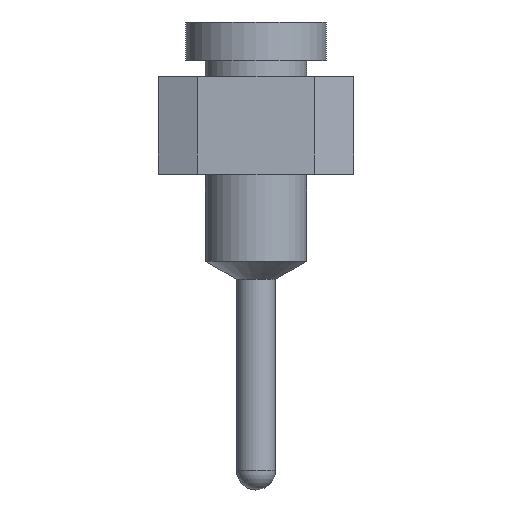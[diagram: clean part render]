
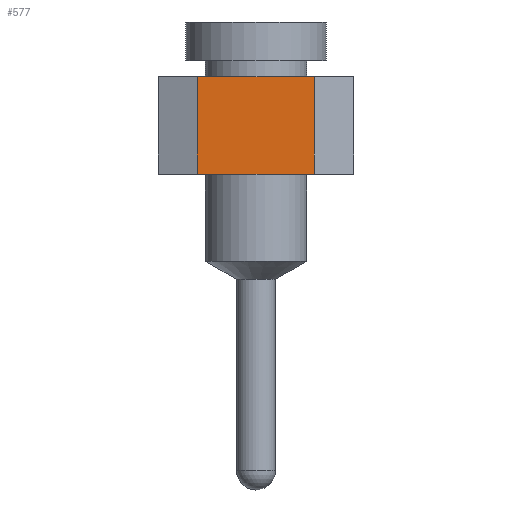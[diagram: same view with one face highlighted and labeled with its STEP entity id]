
A CAD part, left-side view. The second image highlights one B-rep face of the part: STEP entity #577.
In plain terms, the highlighted planar face has unit normal (-1, 0, 0).
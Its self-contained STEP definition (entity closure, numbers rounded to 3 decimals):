
#577 = ADVANCED_FACE('',(#578),#612,.F.);
#578 = FACE_BOUND('',#579,.T.);
#579 = EDGE_LOOP('',(#580,#590,#598,#606));
#580 = ORIENTED_EDGE('',*,*,#581,.T.);
#581 = EDGE_CURVE('',#582,#584,#586,.T.);
#582 = VERTEX_POINT('',#583);
#583 = CARTESIAN_POINT('',(-17.78,0.762,2.57));
#584 = VERTEX_POINT('',#585);
#585 = CARTESIAN_POINT('',(-17.78,0.762,1.3));
#586 = LINE('',#587,#588);
#587 = CARTESIAN_POINT('',(-17.78,0.762,3.84));
#588 = VECTOR('',#589,1.);
#589 = DIRECTION('',(0.,0.,-1.));
#590 = ORIENTED_EDGE('',*,*,#591,.T.);
#591 = EDGE_CURVE('',#584,#592,#594,.T.);
#592 = VERTEX_POINT('',#593);
#593 = CARTESIAN_POINT('',(-17.78,-0.762,1.3));
#594 = LINE('',#595,#596);
#595 = CARTESIAN_POINT('',(-17.78,1.27,1.3));
#596 = VECTOR('',#597,1.);
#597 = DIRECTION('',(0.,-1.,0.));
#598 = ORIENTED_EDGE('',*,*,#599,.F.);
#599 = EDGE_CURVE('',#600,#592,#602,.T.);
#600 = VERTEX_POINT('',#601);
#601 = CARTESIAN_POINT('',(-17.78,-0.762,2.57));
#602 = LINE('',#603,#604);
#603 = CARTESIAN_POINT('',(-17.78,-0.762,3.84));
#604 = VECTOR('',#605,1.);
#605 = DIRECTION('',(0.,0.,-1.));
#606 = ORIENTED_EDGE('',*,*,#607,.F.);
#607 = EDGE_CURVE('',#582,#600,#608,.T.);
#608 = LINE('',#609,#610);
#609 = CARTESIAN_POINT('',(-17.78,1.27,2.57));
#610 = VECTOR('',#611,1.);
#611 = DIRECTION('',(0.,-1.,0.));
#612 = PLANE('',#613);
#613 = AXIS2_PLACEMENT_3D('',#614,#615,#616);
#614 = CARTESIAN_POINT('',(-17.78,1.27,2.57));
#615 = DIRECTION('',(1.,0.,0.));
#616 = DIRECTION('',(0.,1.,0.));
